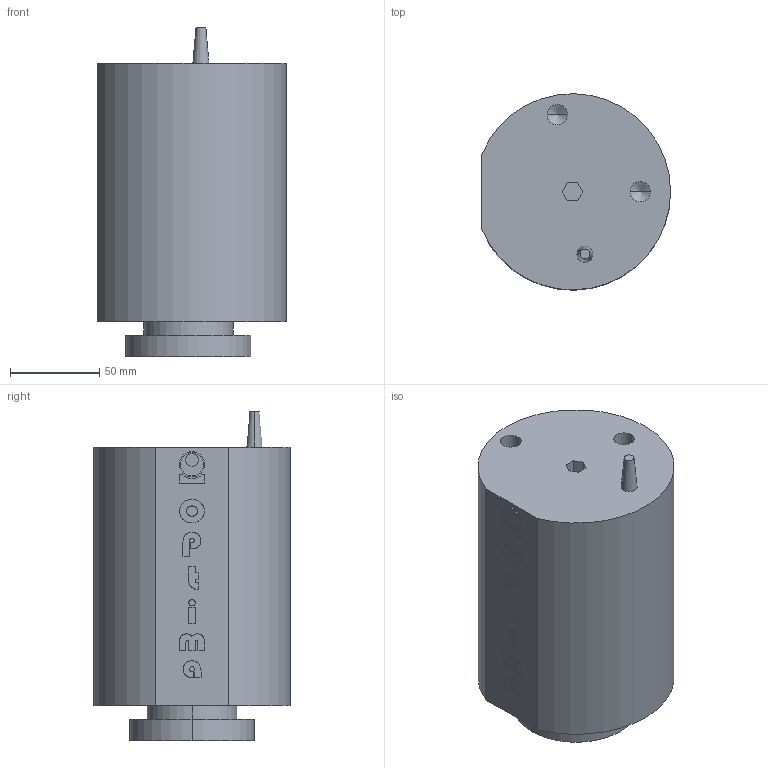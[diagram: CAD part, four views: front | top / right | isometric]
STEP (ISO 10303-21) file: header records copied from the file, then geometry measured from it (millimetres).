
FILE_DESCRIPTION(('STEP AP214'),'1');
FILE_NAME('38401102_OHZ-K_50S.stp','2018-12-13T07:27:29',(' '),(' '),'Spatial InterOp 3D',' ',' ');
FILE_SCHEMA(('automotive_design'));
Length unit declared in the file: millimetre
Products named in the file (2): 1; 2
Bounding box: 106 x 109.98 x 184.5 mm (x, y, z)
Volume: 1408984.3 mm3; surface area: 86556.6 mm2
Topology: 2 solids, 2 shells, 165 faces, 408 edges, 270 vertices
Faces by surface type: plane 67, extrusion 51, cylinder 39, cone 8
Entity records: 6771 total; most frequent: CARTESIAN_POINT 1575, ORIENTED_EDGE 816, DIRECTION 677, EDGE_CURVE 408, VERTEX_POINT 270, VECTOR 269, LINE 218, AXIS2_PLACEMENT_3D 204
